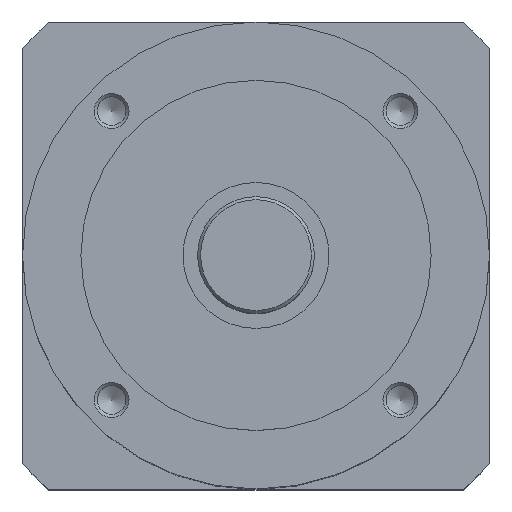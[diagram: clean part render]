
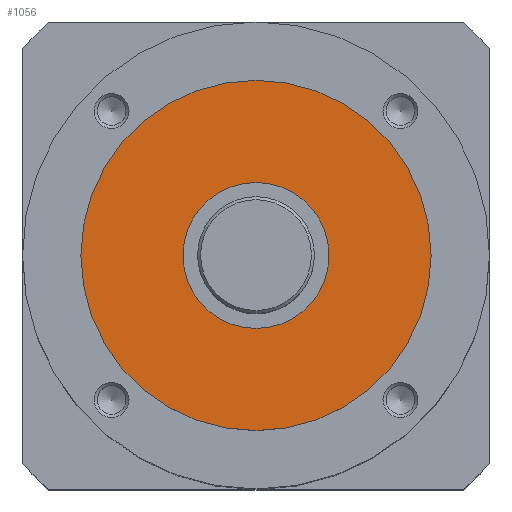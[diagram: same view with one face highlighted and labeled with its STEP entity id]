
A CAD part, top view. The second image highlights one B-rep face of the part: STEP entity #1056.
In plain terms, the highlighted face is planar.
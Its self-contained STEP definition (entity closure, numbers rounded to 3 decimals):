
#87=PLANE('',#1182);
#237=ORIENTED_EDGE('',*,*,#483,.F.);
#238=ORIENTED_EDGE('',*,*,#482,.T.);
#482=EDGE_CURVE('',#605,#605,#701,.T.);
#483=EDGE_CURVE('',#606,#606,#702,.T.);
#605=VERTEX_POINT('',#1742);
#606=VERTEX_POINT('',#1745);
#701=CIRCLE('',#1181,30.);
#702=CIRCLE('',#1183,12.5);
#773=EDGE_LOOP('',(#237));
#774=EDGE_LOOP('',(#238));
#903=FACE_BOUND('',#773,.T.);
#904=FACE_BOUND('',#774,.T.);
#1056=ADVANCED_FACE('',(#903,#904),#87,.F.);
#1181=AXIS2_PLACEMENT_3D('',#1741,#1372,#1373);
#1182=AXIS2_PLACEMENT_3D('',#1743,#1374,#1375);
#1183=AXIS2_PLACEMENT_3D('',#1744,#1376,#1377);
#1372=DIRECTION('',(1.,0.,0.));
#1373=DIRECTION('',(0.,0.,-1.));
#1374=DIRECTION('',(-1.,0.,0.));
#1375=DIRECTION('',(0.,0.,1.));
#1376=DIRECTION('',(1.,0.,0.));
#1377=DIRECTION('',(0.,0.,-1.));
#1741=CARTESIAN_POINT('',(3.,0.,0.));
#1742=CARTESIAN_POINT('',(3.,0.,-30.));
#1743=CARTESIAN_POINT('',(3.,30.,0.));
#1744=CARTESIAN_POINT('',(3.,0.,0.));
#1745=CARTESIAN_POINT('',(3.,0.,-12.5));
